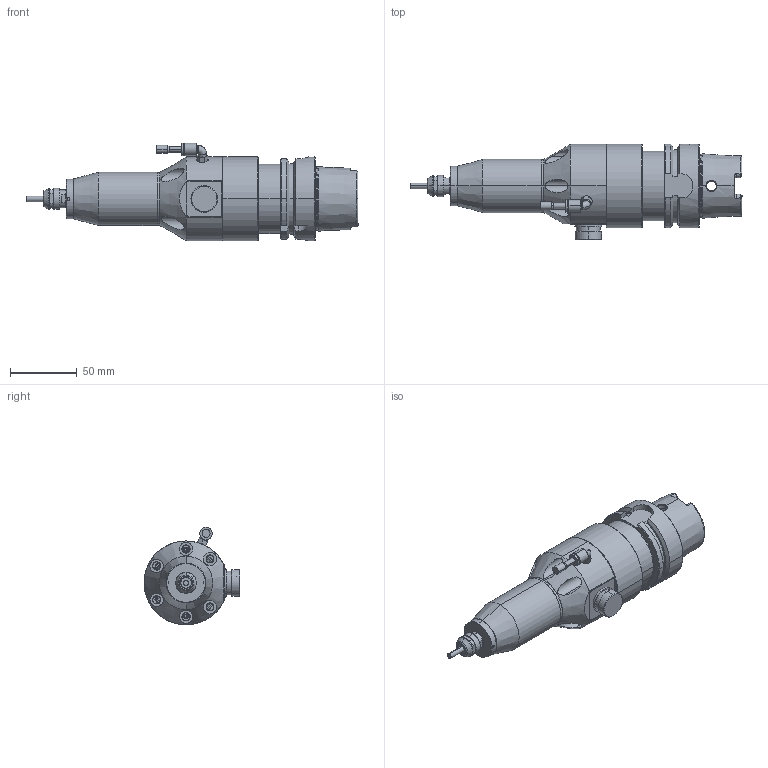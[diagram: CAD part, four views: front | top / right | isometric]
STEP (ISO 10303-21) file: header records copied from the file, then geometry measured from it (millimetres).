
FILE_DESCRIPTION (( 'STEP AP203' ), '1' );
FILE_NAME ('HES510-HSKA63.STEP', '2017-09-15T08:41:15', ( '' ), ( '' ), 'SwSTEP 2.0', 'SolidWorks 2013', '' );
FILE_SCHEMA (( 'CONFIG_CONTROL_DESIGN' ));
Length unit declared in the file: millimetre
Products named in the file (1): HES510-HSKA63
Bounding box: 249.47 x 72 x 73.38 mm (x, y, z)
Surface area: 56314.7 mm2 (no closed solid volume)
Topology: 0 solids, 14 shells, 309 faces, 846 edges, 554 vertices
Faces by surface type: cylinder 108, plane 91, cone 68, bspline 40, torus 2
Entity records: 23932 total; most frequent: CARTESIAN_POINT 16365, ORIENTED_EDGE 1567, DIRECTION 1484, EDGE_CURVE 846, AXIS2_PLACEMENT_3D 588, VERTEX_POINT 554, EDGE_LOOP 351, CIRCLE 318
